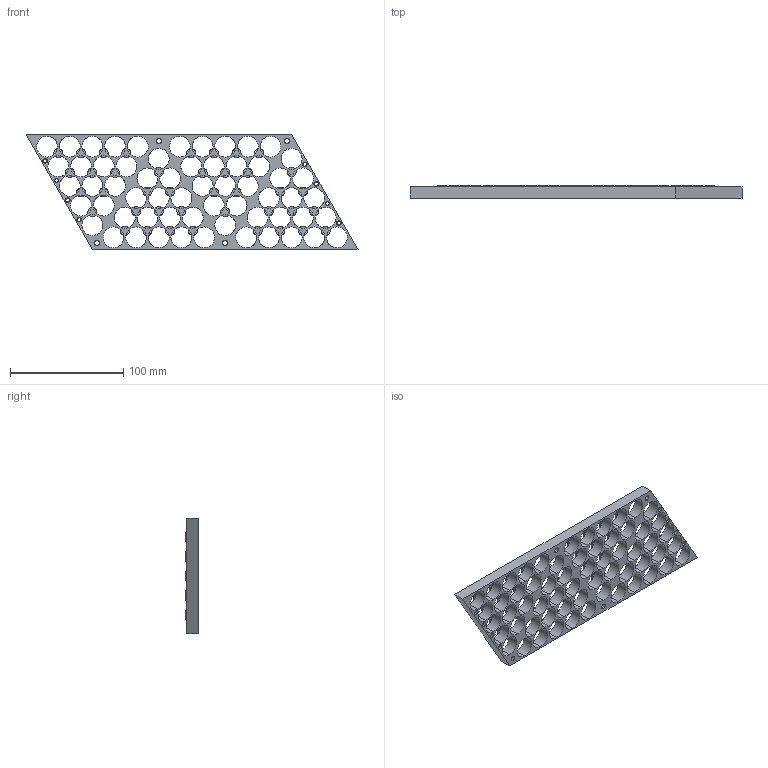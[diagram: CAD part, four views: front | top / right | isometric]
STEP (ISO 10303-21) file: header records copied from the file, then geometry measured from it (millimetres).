
FILE_DESCRIPTION (( 'STEP AP203' ), '1' );
FILE_NAME ('holder18650 droit - 4Triangles v2.STEP', '2017-05-22T19:02:05', ( 'Asus G73SW' ), ( '' ), 'SwSTEP 2.0', 'SolidWorks 2015', '' );
FILE_SCHEMA (( 'CONFIG_CONTROL_DESIGN' ));
Length unit declared in the file: millimetre
Products named in the file (1): holder18650 droit - 4Triangles v2
Bounding box: 293.1 x 11 x 101.53 mm (x, y, z)
Volume: 77408.1 mm3; surface area: 61027 mm2
Topology: 1 solids, 1 shells, 430 faces, 1196 edges, 712 vertices
Faces by surface type: cylinder 224, plane 190, cone 16
Entity records: 14441 total; most frequent: DIRECTION 3002, ORIENTED_EDGE 2392, CARTESIAN_POINT 2339, AXIS2_PLACEMENT_3D 1375, EDGE_CURVE 1196, CIRCLE 944, VERTEX_POINT 712, EDGE_LOOP 518
